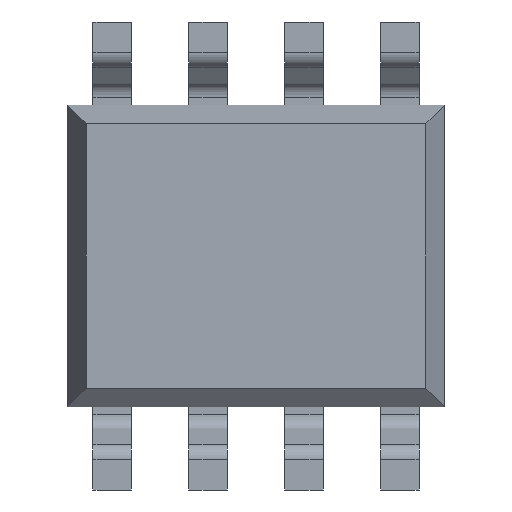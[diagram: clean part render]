
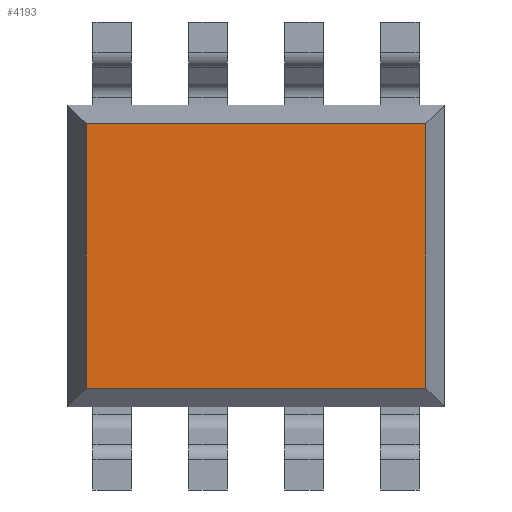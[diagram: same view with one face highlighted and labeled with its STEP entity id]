
A CAD part, front view. The second image highlights one B-rep face of the part: STEP entity #4193.
In plain terms, the highlighted planar face has unit normal (0, -1, 0).
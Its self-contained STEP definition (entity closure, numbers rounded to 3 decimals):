
#114 = LINE ( 'NONE', #1638, #2205 ) ;
#315 = CARTESIAN_POINT ( 'NONE',  ( -2.25, 0.25, 1.75 ) ) ;
#340 = LINE ( 'NONE', #2977, #1983 ) ;
#367 = VERTEX_POINT ( 'NONE', #315 ) ;
#494 = ORIENTED_EDGE ( 'NONE', *, *, #1832, .F. ) ;
#551 = CARTESIAN_POINT ( 'NONE',  ( -2.25, 0.25, -1.75 ) ) ;
#700 = FACE_OUTER_BOUND ( 'NONE', #2400, .T. ) ;
#879 = ORIENTED_EDGE ( 'NONE', *, *, #4291, .T. ) ;
#1241 = VERTEX_POINT ( 'NONE', #2975 ) ;
#1270 = DIRECTION ( 'NONE',  ( 0., 0., 1. ) ) ;
#1454 = LINE ( 'NONE', #2879, #4029 ) ;
#1508 = CARTESIAN_POINT ( 'NONE',  ( 2.25, 0.25, -1.75 ) ) ;
#1638 = CARTESIAN_POINT ( 'NONE',  ( -2.25, 0.25, -2. ) ) ;
#1739 = CARTESIAN_POINT ( 'NONE',  ( 2.5, 0.25, -1.75 ) ) ;
#1761 = AXIS2_PLACEMENT_3D ( 'NONE', #2181, #4089, #4382 ) ;
#1832 = EDGE_CURVE ( 'NONE', #4111, #367, #114, .T. ) ;
#1983 = VECTOR ( 'NONE', #2889, 1000. ) ;
#1990 = ORIENTED_EDGE ( 'NONE', *, *, #4557, .T. ) ;
#2181 = CARTESIAN_POINT ( 'NONE',  ( 0., 0.25, 0. ) ) ;
#2202 = PLANE ( 'NONE',  #1761 ) ;
#2205 = VECTOR ( 'NONE', #1270, 1000. ) ;
#2400 = EDGE_LOOP ( 'NONE', ( #494, #2480, #1990, #879 ) ) ;
#2457 = VECTOR ( 'NONE', #2819, 1000. ) ;
#2480 = ORIENTED_EDGE ( 'NONE', *, *, #4717, .F. ) ;
#2819 = DIRECTION ( 'NONE',  ( -1., 0., 0. ) ) ;
#2879 = CARTESIAN_POINT ( 'NONE',  ( 2.25, 0.25, -2. ) ) ;
#2889 = DIRECTION ( 'NONE',  ( -1., 0., 0. ) ) ;
#2975 = CARTESIAN_POINT ( 'NONE',  ( 2.25, 0.25, 1.75 ) ) ;
#2977 = CARTESIAN_POINT ( 'NONE',  ( 2.5, 0.25, 1.75 ) ) ;
#4029 = VECTOR ( 'NONE', #4349, 1000. ) ;
#4089 = DIRECTION ( 'NONE',  ( 0., 1., 0. ) ) ;
#4111 = VERTEX_POINT ( 'NONE', #551 ) ;
#4169 = LINE ( 'NONE', #1739, #2457 ) ;
#4193 = ADVANCED_FACE ( 'NONE', ( #700 ), #2202, .F. ) ;
#4291 = EDGE_CURVE ( 'NONE', #1241, #367, #340, .T. ) ;
#4349 = DIRECTION ( 'NONE',  ( 0., 0., 1. ) ) ;
#4368 = VERTEX_POINT ( 'NONE', #1508 ) ;
#4382 = DIRECTION ( 'NONE',  ( 0., 0., 1. ) ) ;
#4557 = EDGE_CURVE ( 'NONE', #4368, #1241, #1454, .T. ) ;
#4717 = EDGE_CURVE ( 'NONE', #4368, #4111, #4169, .T. ) ;
